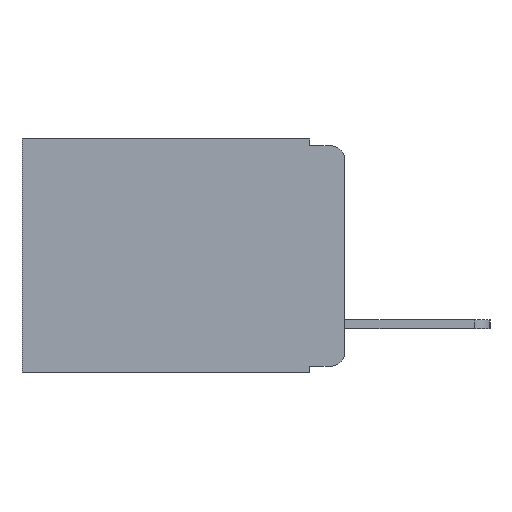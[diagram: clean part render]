
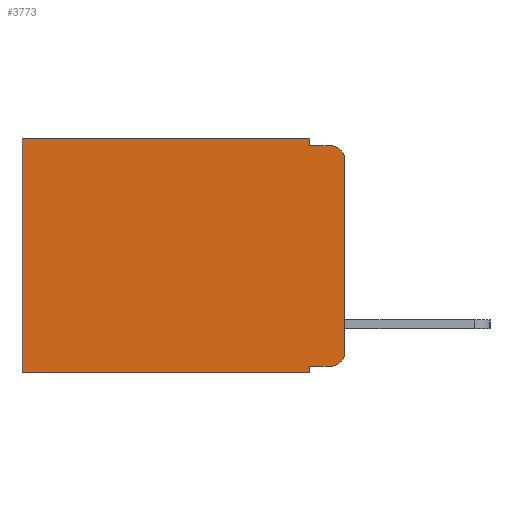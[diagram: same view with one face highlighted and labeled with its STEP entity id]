
A CAD part, left-side view. The second image highlights one B-rep face of the part: STEP entity #3773.
In plain terms, the highlighted planar face has unit normal (-1, 0, 0).
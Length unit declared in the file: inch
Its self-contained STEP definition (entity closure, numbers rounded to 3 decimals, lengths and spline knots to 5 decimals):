
#603 = VERTEX_POINT ( 'NONE', #17693 ) ;
#874 = VECTOR ( 'NONE', #1852, 39.37008 ) ;
#974 = ORIENTED_EDGE ( 'NONE', *, *, #9143, .T. ) ;
#1400 = LINE ( 'NONE', #12311, #874 ) ;
#1633 = DIRECTION ( 'NONE',  ( 0., -1., 0. ) ) ;
#1852 = DIRECTION ( 'NONE',  ( 0., 0., -1. ) ) ;
#1895 = VECTOR ( 'NONE', #1633, 39.37008 ) ;
#1938 = AXIS2_PLACEMENT_3D ( 'NONE', #17938, #17087, #19247 ) ;
#2521 = ORIENTED_EDGE ( 'NONE', *, *, #4501, .T. ) ;
#2576 = DIRECTION ( 'NONE',  ( -1., 0., 0. ) ) ;
#2662 = LINE ( 'NONE', #12690, #17404 ) ;
#3014 = ORIENTED_EDGE ( 'NONE', *, *, #9579, .F. ) ;
#3174 = CIRCLE ( 'NONE', #5263, 0.02 ) ;
#3248 = CARTESIAN_POINT ( 'NONE',  ( 0.298, 0.051, -0.333 ) ) ;
#3712 = CARTESIAN_POINT ( 'NONE',  ( 0.298, 0., 0. ) ) ;
#3773 = ADVANCED_FACE ( 'NONE', ( #6172 ), #15712, .F. ) ;
#3988 = VERTEX_POINT ( 'NONE', #13918 ) ;
#4292 = VERTEX_POINT ( 'NONE', #11014 ) ;
#4324 = VERTEX_POINT ( 'NONE', #7608 ) ;
#4501 = EDGE_CURVE ( 'NONE', #5059, #10244, #7625, .T. ) ;
#4672 = CARTESIAN_POINT ( 'NONE',  ( 0.298, 0.051, -0.01 ) ) ;
#4970 = DIRECTION ( 'NONE',  ( -1., 0., 0. ) ) ;
#5059 = VERTEX_POINT ( 'NONE', #8182 ) ;
#5165 = ORIENTED_EDGE ( 'NONE', *, *, #9324, .F. ) ;
#5263 = AXIS2_PLACEMENT_3D ( 'NONE', #11554, #2576, #12966 ) ;
#5579 = VERTEX_POINT ( 'NONE', #10806 ) ;
#6172 = FACE_OUTER_BOUND ( 'NONE', #16364, .T. ) ;
#6177 = DIRECTION ( 'NONE',  ( 0., -1., 0. ) ) ;
#6560 = CARTESIAN_POINT ( 'NONE',  ( 0.298, 0.473, 0. ) ) ;
#6578 = ORIENTED_EDGE ( 'NONE', *, *, #9472, .T. ) ;
#6912 = DIRECTION ( 'NONE',  ( 0., 0., -1. ) ) ;
#7000 = LINE ( 'NONE', #3712, #14295 ) ;
#7074 = ORIENTED_EDGE ( 'NONE', *, *, #9854, .T. ) ;
#7536 = ORIENTED_EDGE ( 'NONE', *, *, #9955, .T. ) ;
#7608 = CARTESIAN_POINT ( 'NONE',  ( 0.298, 0.051, -0.01 ) ) ;
#7625 = LINE ( 'NONE', #18933, #11063 ) ;
#8182 = CARTESIAN_POINT ( 'NONE',  ( 0.298, 0.051, 0. ) ) ;
#8237 = ORIENTED_EDGE ( 'NONE', *, *, #8979, .F. ) ;
#8514 = VERTEX_POINT ( 'NONE', #3248 ) ;
#8979 = EDGE_CURVE ( 'NONE', #3988, #19035, #7000, .T. ) ;
#9143 = EDGE_CURVE ( 'NONE', #3988, #5579, #3174, .T. ) ;
#9324 = EDGE_CURVE ( 'NONE', #4324, #5579, #14718, .T. ) ;
#9434 = EDGE_CURVE ( 'NONE', #5059, #4324, #1400, .T. ) ;
#9472 = EDGE_CURVE ( 'NONE', #10244, #16410, #11986, .T. ) ;
#9579 = EDGE_CURVE ( 'NONE', #8514, #603, #2662, .T. ) ;
#9614 = ORIENTED_EDGE ( 'NONE', *, *, #9434, .F. ) ;
#9712 = DIRECTION ( 'NONE',  ( 0., 0., -1. ) ) ;
#9854 = EDGE_CURVE ( 'NONE', #8514, #4292, #13770, .T. ) ;
#9955 = EDGE_CURVE ( 'NONE', #4292, #19035, #15842, .T. ) ;
#10244 = VERTEX_POINT ( 'NONE', #15929 ) ;
#10806 = CARTESIAN_POINT ( 'NONE',  ( 0.298, 0.02, -0.01 ) ) ;
#10892 = VECTOR ( 'NONE', #6177, 39.37008 ) ;
#11014 = CARTESIAN_POINT ( 'NONE',  ( 0.298, 0.02, -0.333 ) ) ;
#11018 = DIRECTION ( 'NONE',  ( 0., 0., -1. ) ) ;
#11063 = VECTOR ( 'NONE', #14796, 39.37008 ) ;
#11214 = LINE ( 'NONE', #14167, #18380 ) ;
#11554 = CARTESIAN_POINT ( 'NONE',  ( 0.298, 0.02, -0.03 ) ) ;
#11986 = LINE ( 'NONE', #6560, #16297 ) ;
#12311 = CARTESIAN_POINT ( 'NONE',  ( 0.298, 0.051, 0. ) ) ;
#12401 = EDGE_CURVE ( 'NONE', #603, #16410, #11214, .T. ) ;
#12690 = CARTESIAN_POINT ( 'NONE',  ( 0.298, 0.051, 0. ) ) ;
#12751 = DIRECTION ( 'NONE',  ( 0., 1., 0. ) ) ;
#12966 = DIRECTION ( 'NONE',  ( 0., 0., -1. ) ) ;
#13754 = CARTESIAN_POINT ( 'NONE',  ( 0.298, 0.02, -0.313 ) ) ;
#13770 = LINE ( 'NONE', #17846, #1895 ) ;
#13918 = CARTESIAN_POINT ( 'NONE',  ( 0.298, 0., -0.03 ) ) ;
#14167 = CARTESIAN_POINT ( 'NONE',  ( 0.298, 0., -0.343 ) ) ;
#14275 = AXIS2_PLACEMENT_3D ( 'NONE', #13754, #4970, #15222 ) ;
#14295 = VECTOR ( 'NONE', #9712, 39.37008 ) ;
#14718 = LINE ( 'NONE', #4672, #10892 ) ;
#14796 = DIRECTION ( 'NONE',  ( 0., 1., 0. ) ) ;
#15222 = DIRECTION ( 'NONE',  ( 0., 0., -1. ) ) ;
#15712 = PLANE ( 'NONE',  #1938 ) ;
#15842 = CIRCLE ( 'NONE', #14275, 0.02 ) ;
#15929 = CARTESIAN_POINT ( 'NONE',  ( 0.298, 0.473, 0. ) ) ;
#16297 = VECTOR ( 'NONE', #11018, 39.37008 ) ;
#16364 = EDGE_LOOP ( 'NONE', ( #8237, #974, #5165, #9614, #2521, #6578, #18144, #3014, #7074, #7536 ) ) ;
#16371 = CARTESIAN_POINT ( 'NONE',  ( 0.298, 0., -0.313 ) ) ;
#16410 = VERTEX_POINT ( 'NONE', #16788 ) ;
#16788 = CARTESIAN_POINT ( 'NONE',  ( 0.298, 0.473, -0.343 ) ) ;
#17087 = DIRECTION ( 'NONE',  ( 1., 0., 0. ) ) ;
#17404 = VECTOR ( 'NONE', #6912, 39.37008 ) ;
#17693 = CARTESIAN_POINT ( 'NONE',  ( 0.298, 0.051, -0.343 ) ) ;
#17846 = CARTESIAN_POINT ( 'NONE',  ( 0.298, 0.051, -0.333 ) ) ;
#17938 = CARTESIAN_POINT ( 'NONE',  ( 0.298, 0., 0. ) ) ;
#18144 = ORIENTED_EDGE ( 'NONE', *, *, #12401, .F. ) ;
#18380 = VECTOR ( 'NONE', #12751, 39.37008 ) ;
#18933 = CARTESIAN_POINT ( 'NONE',  ( 0.298, 0., 0. ) ) ;
#19035 = VERTEX_POINT ( 'NONE', #16371 ) ;
#19247 = DIRECTION ( 'NONE',  ( 0., 0., -1. ) ) ;
